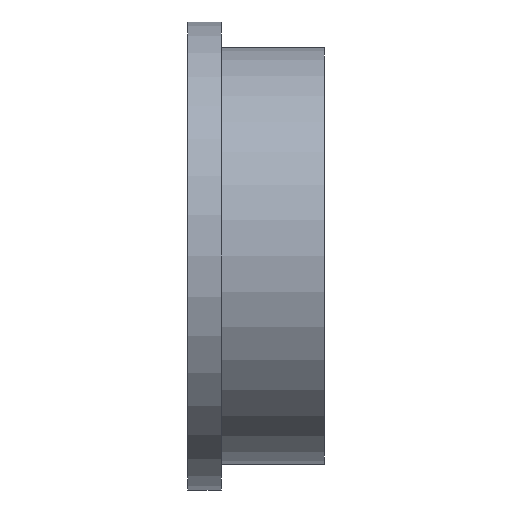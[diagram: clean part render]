
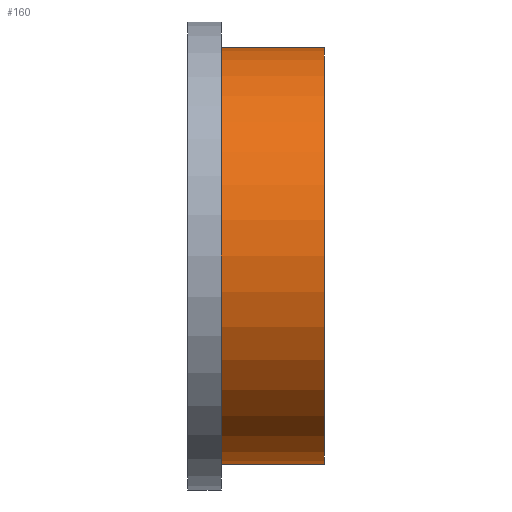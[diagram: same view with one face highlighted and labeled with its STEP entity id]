
A CAD part, left-side view. The second image highlights one B-rep face of the part: STEP entity #160.
In plain terms, the highlighted cylindrical face has radius 4.75 mm (diameter 9.5 mm), a partial arc.
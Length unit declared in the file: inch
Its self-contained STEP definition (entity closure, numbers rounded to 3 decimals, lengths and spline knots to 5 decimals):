
#3 = EDGE_LOOP ( 'NONE', ( #549, #510, #184, #437 ) ) ;
#5 = CARTESIAN_POINT ( 'NONE',  ( 0., 0.0925, 0. ) ) ;
#14 = CARTESIAN_POINT ( 'NONE',  ( 0., 0.0925, -0.187 ) ) ;
#20 = VERTEX_POINT ( 'NONE', #629 ) ;
#26 = VERTEX_POINT ( 'NONE', #261 ) ;
#37 = CYLINDRICAL_SURFACE ( 'NONE', #405, 0.187 ) ;
#39 = DIRECTION ( 'NONE',  ( 0., 0., -1. ) ) ;
#44 = CARTESIAN_POINT ( 'NONE',  ( 0., 0., 0. ) ) ;
#87 = CARTESIAN_POINT ( 'NONE',  ( 0., 0.0925, 0. ) ) ;
#90 = DIRECTION ( 'NONE',  ( 0., 0., 1. ) ) ;
#95 = CIRCLE ( 'NONE', #175, 0.187 ) ;
#108 = CIRCLE ( 'NONE', #205, 0.187 ) ;
#123 = LINE ( 'NONE', #14, #517 ) ;
#133 = DIRECTION ( 'NONE',  ( 0., 0., 1. ) ) ;
#144 = CARTESIAN_POINT ( 'NONE',  ( 0., 0.0925, 0.187 ) ) ;
#160 = ADVANCED_FACE ( 'NONE', ( #472 ), #37, .T. ) ;
#175 = AXIS2_PLACEMENT_3D ( 'NONE', #44, #393, #90 ) ;
#184 = ORIENTED_EDGE ( 'NONE', *, *, #584, .T. ) ;
#187 = CARTESIAN_POINT ( 'NONE',  ( 0., 0., 0.187 ) ) ;
#205 = AXIS2_PLACEMENT_3D ( 'NONE', #87, #450, #133 ) ;
#261 = CARTESIAN_POINT ( 'NONE',  ( 0., 0.0925, 0.187 ) ) ;
#322 = DIRECTION ( 'NONE',  ( 0., -1., 0. ) ) ;
#353 = CARTESIAN_POINT ( 'NONE',  ( 0., 0.0925, -0.187 ) ) ;
#393 = DIRECTION ( 'NONE',  ( 0., 1., 0. ) ) ;
#396 = VECTOR ( 'NONE', #400, 39.37008 ) ;
#400 = DIRECTION ( 'NONE',  ( 0., -1., 0. ) ) ;
#405 = AXIS2_PLACEMENT_3D ( 'NONE', #5, #322, #39 ) ;
#415 = LINE ( 'NONE', #144, #396 ) ;
#436 = VERTEX_POINT ( 'NONE', #187 ) ;
#437 = ORIENTED_EDGE ( 'NONE', *, *, #651, .T. ) ;
#450 = DIRECTION ( 'NONE',  ( 0., 1., 0. ) ) ;
#469 = DIRECTION ( 'NONE',  ( 0., -1., 0. ) ) ;
#472 = FACE_OUTER_BOUND ( 'NONE', #3, .T. ) ;
#510 = ORIENTED_EDGE ( 'NONE', *, *, #627, .F. ) ;
#517 = VECTOR ( 'NONE', #469, 39.37008 ) ;
#549 = ORIENTED_EDGE ( 'NONE', *, *, #570, .F. ) ;
#564 = VERTEX_POINT ( 'NONE', #353 ) ;
#570 = EDGE_CURVE ( 'NONE', #26, #436, #415, .T. ) ;
#584 = EDGE_CURVE ( 'NONE', #564, #20, #123, .T. ) ;
#627 = EDGE_CURVE ( 'NONE', #564, #26, #108, .T. ) ;
#629 = CARTESIAN_POINT ( 'NONE',  ( 0., 0., -0.187 ) ) ;
#651 = EDGE_CURVE ( 'NONE', #20, #436, #95, .T. ) ;
